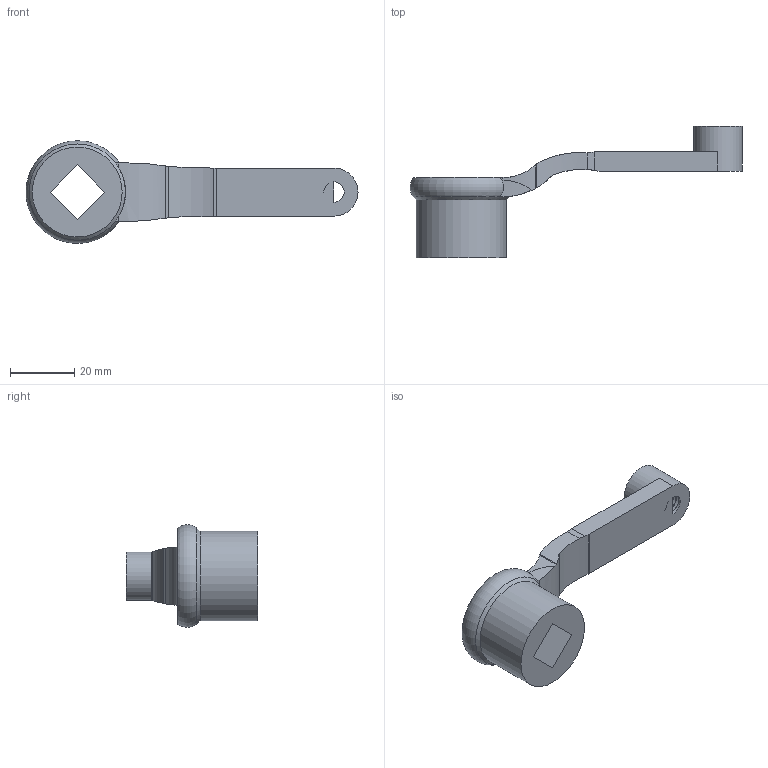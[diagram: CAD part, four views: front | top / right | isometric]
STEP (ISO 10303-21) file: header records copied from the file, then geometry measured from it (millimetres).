
FILE_DESCRIPTION(/* description */ (''),/* implementation_level */ '2;1');
FILE_NAME(/* name */ 'OB_80_N',/* time_stamp */ '2012-11-23T16:36:01+08:00',/* author */ (''),/* organization */ (''),/* preprocessor_version */ 'ST-DEVELOPER v9',/* originating_system */ 'UGS - NX 4.0',/* authorisation */ '');
FILE_SCHEMA (('CONFIG_CONTROL_DESIGN'));
Length unit declared in the file: millimetre
Products named in the file (1): Admi8976xmju
Bounding box: 103.48 x 41 x 31.95 mm (x, y, z)
Volume: 20544.9 mm3; surface area: 8645 mm2
Topology: 1 solids, 1 shells, 58 faces, 177 edges, 113 vertices
Faces by surface type: plane 22, cylinder 14, extrusion 11, bspline 8, torus 2, cone 1
Full cylindrical faces by diameter (mm): 15 x1, 28 x1
Entity records: 6833 total; most frequent: CARTESIAN_POINT 5353, ORIENTED_EDGE 344, DIRECTION 199, EDGE_CURVE 172, VERTEX_POINT 111, B_SPLINE_CURVE_WITH_KNOTS 99, VECTOR 71, EDGE_LOOP 65
